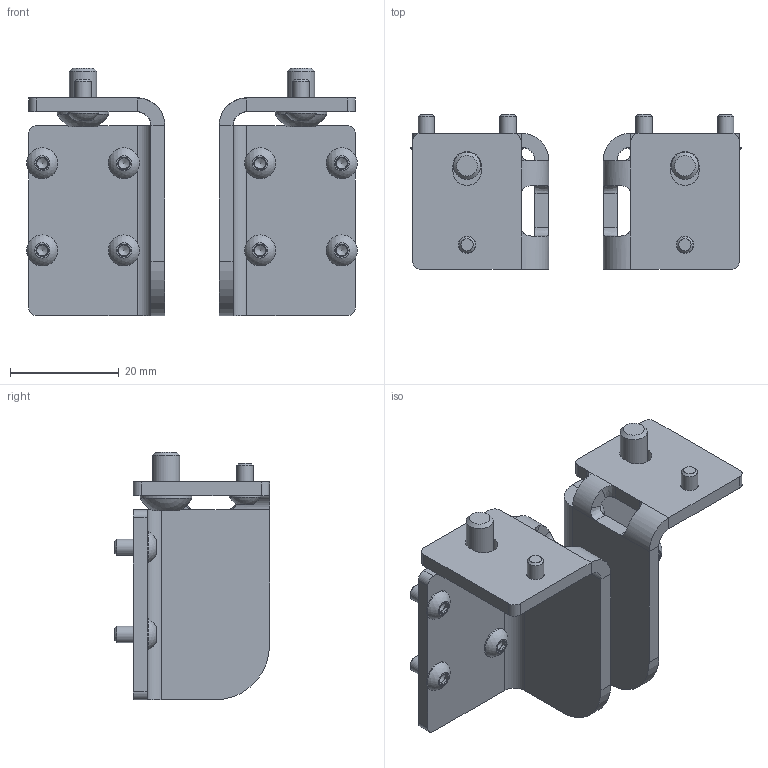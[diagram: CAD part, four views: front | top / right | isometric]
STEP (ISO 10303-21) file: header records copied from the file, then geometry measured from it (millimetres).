
FILE_DESCRIPTION(/* description */ (''),/* implementation_level */ '2;1');
FILE_NAME(/* name */ 'Rigid Z Bracket v16.step',/* time_stamp */ '2024-10-05T20:38:31-04:00',/* author */ (''),/* organization */ (''),/* preprocessor_version */ 'ST-DEVELOPER v20',/* originating_system */ 'Autodesk Translation Framework v13.20.0.188',/* authorisation */ '');
FILE_SCHEMA (('AUTOMOTIVE_DESIGN { 1 0 10303 214 3 1 1 }'));
Length unit declared in the file: millimetre
Products named in the file (7): Rigid Z Bracket; Z Bracket; M5x8 BHCS; M3x6 BHCS; Z Bracket(Mirror); M5x8 BHCS(Mirror); M3x6 BHCS(Mirror)
Assembly tree (14 placements, depth 3):
  Rigid Z Bracket
    Z Bracket
      M5x8 BHCS
      M3x6 BHCS  x5
    Z Bracket(Mirror)
      M5x8 BHCS(Mirror)
      M3x6 BHCS(Mirror)  x5
Bounding box: 60.7 x 28.46 x 45.46 mm (x, y, z)
Volume: 11783.8 mm3; surface area: 11750.8 mm2
Topology: 14 solids, 14 shells, 402 faces, 792 edges, 440 vertices
Faces by surface type: plane 220, cone 94, cylinder 68, sphere 12, bspline 8
Full cylindrical faces by diameter (mm): 3 x10, 3.2 x10, 5 x2, 5.7 x10, 9.5 x2
Entity records: 5679 total; most frequent: CARTESIAN_POINT 1257, DIRECTION 926, ORIENTED_EDGE 828, EDGE_CURVE 414, AXIS2_PLACEMENT_3D 349, VERTEX_POINT 240, EDGE_LOOP 230, LINE 228
